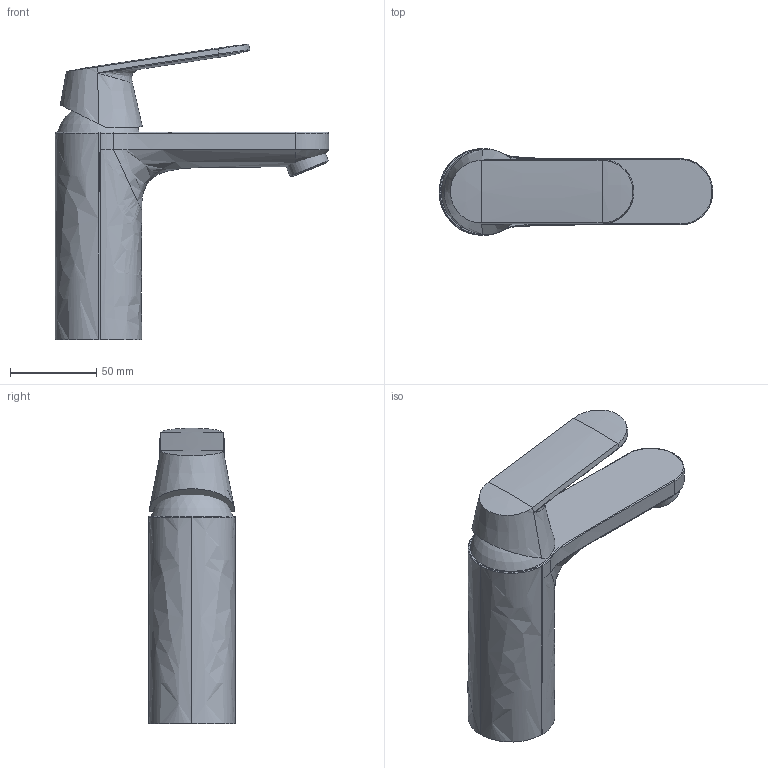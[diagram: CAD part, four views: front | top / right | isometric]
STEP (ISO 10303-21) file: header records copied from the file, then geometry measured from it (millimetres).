
FILE_DESCRIPTION(/* description */ ('Unknown'),/* implementation_level */ '2;1');
FILE_NAME(/* name */ '2339800E',/* time_stamp */ '2022-09-07T16:45:54+02:00',/* author */ ('Unknown'),/* organization */ ('GROHE AG'),/* preprocessor_version */ 'ST-DEVELOPER v16.7',/* originating_system */ 'DEX',/* authorisation */ $);
FILE_SCHEMA (('AUTOMOTIVE_DESIGN {1 0 10303 214 3 1 1}'));
Length unit declared in the file: millimetre
Products named in the file (3): 2339800E; id11; rail_sur
Assembly tree (2 placements, depth 2):
  2339800E
    id11
    rail_sur
Bounding box: 158.38 x 49.99 x 170.9 mm (x, y, z)
Surface area: 49867.1 mm2 (no closed solid volume)
Topology: 0 solids, 4 shells, 58 faces, 142 edges, 81 vertices
Faces by surface type: bspline 40, plane 10, cylinder 4, torus 2, sphere 1, cone 1
Full cylindrical faces by diameter (mm): 20.15 x1, 23.87 x1
Entity records: 4500 total; most frequent: CARTESIAN_POINT 3485, ORIENTED_EDGE 244, EDGE_CURVE 129, B_SPLINE_CURVE_WITH_KNOTS 112, VERTEX_POINT 80, DIRECTION 69, EDGE_LOOP 64, FACE_BOUND 64
